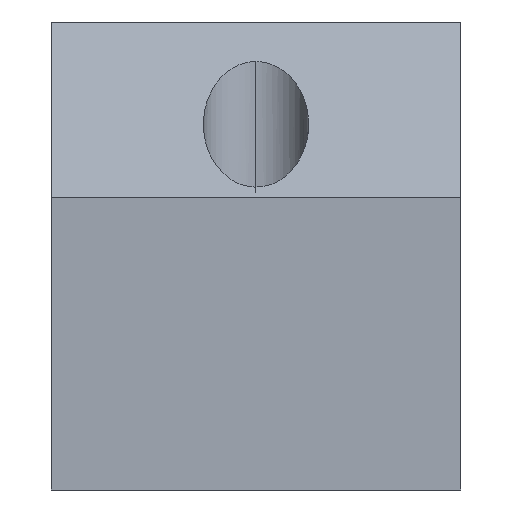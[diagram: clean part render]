
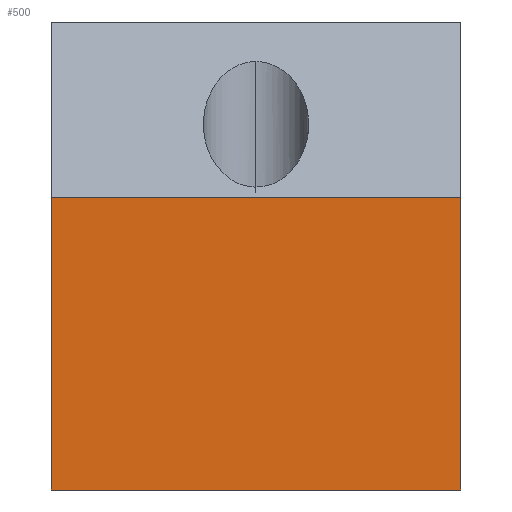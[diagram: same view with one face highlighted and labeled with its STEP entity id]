
A CAD part, left-side view. The second image highlights one B-rep face of the part: STEP entity #500.
In plain terms, the highlighted planar face has unit normal (-1, 0, 0).
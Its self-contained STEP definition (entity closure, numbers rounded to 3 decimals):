
#42 = FACE_OUTER_BOUND ( 'NONE', #974, .T. ) ;
#80 = VERTEX_POINT ( 'NONE', #930 ) ;
#143 = VERTEX_POINT ( 'NONE', #170 ) ;
#170 = CARTESIAN_POINT ( 'NONE',  ( -105., -35., -40. ) ) ;
#179 = DIRECTION ( 'NONE',  ( 0., -1., 0. ) ) ;
#249 = CARTESIAN_POINT ( 'NONE',  ( -105., 35., 10. ) ) ;
#270 = CARTESIAN_POINT ( 'NONE',  ( -105., 35., 10. ) ) ;
#284 = EDGE_CURVE ( 'NONE', #762, #143, #1046, .T. ) ;
#330 = LINE ( 'NONE', #1036, #766 ) ;
#349 = VECTOR ( 'NONE', #179, 1000. ) ;
#375 = CARTESIAN_POINT ( 'NONE',  ( -105., 35., -40. ) ) ;
#479 = PLANE ( 'NONE',  #594 ) ;
#500 = ADVANCED_FACE ( 'NONE', ( #42 ), #479, .F. ) ;
#585 = CARTESIAN_POINT ( 'NONE',  ( -105., -35., 10. ) ) ;
#594 = AXIS2_PLACEMENT_3D ( 'NONE', #999, #1215, #971 ) ;
#640 = DIRECTION ( 'NONE',  ( 0., 0., -1. ) ) ;
#664 = DIRECTION ( 'NONE',  ( 0., 1., 0. ) ) ;
#742 = VERTEX_POINT ( 'NONE', #270 ) ;
#746 = ORIENTED_EDGE ( 'NONE', *, *, #1256, .T. ) ;
#762 = VERTEX_POINT ( 'NONE', #585 ) ;
#766 = VECTOR ( 'NONE', #640, 1000. ) ;
#842 = CARTESIAN_POINT ( 'NONE',  ( -105., -35., 40. ) ) ;
#861 = LINE ( 'NONE', #249, #1041 ) ;
#908 = EDGE_CURVE ( 'NONE', #742, #80, #330, .T. ) ;
#930 = CARTESIAN_POINT ( 'NONE',  ( -105., 35., -40. ) ) ;
#942 = DIRECTION ( 'NONE',  ( 0., 0., -1. ) ) ;
#971 = DIRECTION ( 'NONE',  ( 0., 1., 0. ) ) ;
#974 = EDGE_LOOP ( 'NONE', ( #1053, #1275, #1301, #746 ) ) ;
#999 = CARTESIAN_POINT ( 'NONE',  ( -105., 35., 40. ) ) ;
#1036 = CARTESIAN_POINT ( 'NONE',  ( -105., 35., 40. ) ) ;
#1041 = VECTOR ( 'NONE', #664, 1000. ) ;
#1046 = LINE ( 'NONE', #842, #1338 ) ;
#1053 = ORIENTED_EDGE ( 'NONE', *, *, #284, .F. ) ;
#1102 = EDGE_CURVE ( 'NONE', #762, #742, #861, .T. ) ;
#1114 = LINE ( 'NONE', #375, #349 ) ;
#1215 = DIRECTION ( 'NONE',  ( 1., 0., 0. ) ) ;
#1256 = EDGE_CURVE ( 'NONE', #80, #143, #1114, .T. ) ;
#1275 = ORIENTED_EDGE ( 'NONE', *, *, #1102, .T. ) ;
#1301 = ORIENTED_EDGE ( 'NONE', *, *, #908, .T. ) ;
#1338 = VECTOR ( 'NONE', #942, 1000. ) ;
